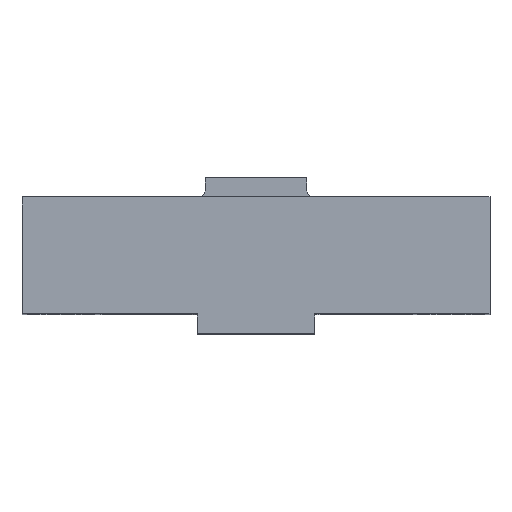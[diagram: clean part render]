
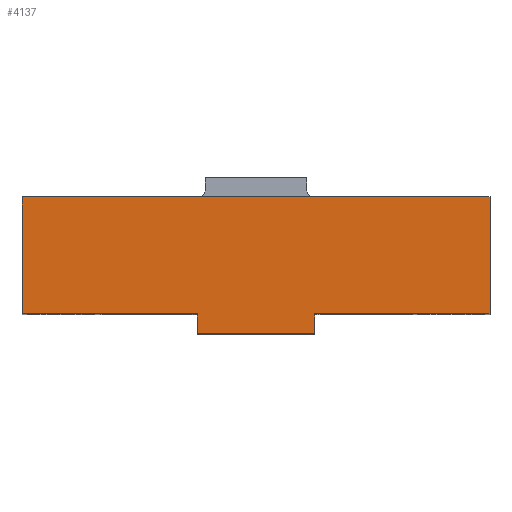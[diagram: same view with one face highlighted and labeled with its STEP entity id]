
A CAD part, top view. The second image highlights one B-rep face of the part: STEP entity #4137.
In plain terms, the highlighted planar face has unit normal (0, 0, 1).
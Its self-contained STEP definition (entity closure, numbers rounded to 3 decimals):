
#280 = EDGE_CURVE ( 'NONE', #5399, #5565, #1528, .T. ) ;
#336 = EDGE_CURVE ( 'NONE', #6138, #12784, #5630, .T. ) ;
#498 = VECTOR ( 'NONE', #17462, 1000. ) ;
#856 = DIRECTION ( 'NONE',  ( -1., 0., 0. ) ) ;
#1346 = EDGE_CURVE ( 'NONE', #6138, #5399, #14221, .T. ) ;
#1494 = VECTOR ( 'NONE', #13456, 1000. ) ;
#1528 = LINE ( 'NONE', #13547, #1494 ) ;
#1749 = EDGE_CURVE ( 'NONE', #12784, #17389, #6436, .T. ) ;
#1762 = VECTOR ( 'NONE', #16788, 1000. ) ;
#1931 = CARTESIAN_POINT ( 'NONE',  ( -60., 30., 60. ) ) ;
#1987 = CARTESIAN_POINT ( 'NONE',  ( -60., 0., 60. ) ) ;
#3165 = CARTESIAN_POINT ( 'NONE',  ( -15., -5., 60. ) ) ;
#3328 = LINE ( 'NONE', #17030, #16815 ) ;
#3751 = CARTESIAN_POINT ( 'NONE',  ( -60., 0., 60. ) ) ;
#4121 = CARTESIAN_POINT ( 'NONE',  ( -60., 30., 60. ) ) ;
#4137 = ADVANCED_FACE ( 'NONE', ( #14313 ), #7630, .F. ) ;
#4152 = DIRECTION ( 'NONE',  ( 1., 0., 0. ) ) ;
#4208 = CARTESIAN_POINT ( 'NONE',  ( -60., 0., 60. ) ) ;
#4409 = CARTESIAN_POINT ( 'NONE',  ( -60., 30., 60. ) ) ;
#4584 = CARTESIAN_POINT ( 'NONE',  ( 15., -5., 60. ) ) ;
#4618 = AXIS2_PLACEMENT_3D ( 'NONE', #13148, #7715, #856 ) ;
#4751 = LINE ( 'NONE', #3165, #12936 ) ;
#5399 = VERTEX_POINT ( 'NONE', #13724 ) ;
#5439 = EDGE_LOOP ( 'NONE', ( #8111, #17652, #7462, #13109, #10787, #8835, #7620, #5533 ) ) ;
#5533 = ORIENTED_EDGE ( 'NONE', *, *, #336, .T. ) ;
#5565 = VERTEX_POINT ( 'NONE', #15931 ) ;
#5630 = LINE ( 'NONE', #4121, #15844 ) ;
#6138 = VERTEX_POINT ( 'NONE', #4409 ) ;
#6276 = CARTESIAN_POINT ( 'NONE',  ( 15., 0., 60. ) ) ;
#6436 = LINE ( 'NONE', #3751, #498 ) ;
#7089 = VERTEX_POINT ( 'NONE', #16498 ) ;
#7421 = DIRECTION ( 'NONE',  ( 1., 0., 0. ) ) ;
#7462 = ORIENTED_EDGE ( 'NONE', *, *, #13050, .F. ) ;
#7498 = DIRECTION ( 'NONE',  ( 0., 1., 0. ) ) ;
#7620 = ORIENTED_EDGE ( 'NONE', *, *, #1346, .F. ) ;
#7630 = PLANE ( 'NONE',  #4618 ) ;
#7715 = DIRECTION ( 'NONE',  ( 0., 0., -1. ) ) ;
#8111 = ORIENTED_EDGE ( 'NONE', *, *, #1749, .T. ) ;
#8406 = VECTOR ( 'NONE', #4152, 1000. ) ;
#8835 = ORIENTED_EDGE ( 'NONE', *, *, #280, .F. ) ;
#8901 = EDGE_CURVE ( 'NONE', #13448, #17389, #3328, .T. ) ;
#9677 = CARTESIAN_POINT ( 'NONE',  ( -15., 0., 60. ) ) ;
#10232 = LINE ( 'NONE', #4584, #1762 ) ;
#10787 = ORIENTED_EDGE ( 'NONE', *, *, #14717, .T. ) ;
#11344 = VECTOR ( 'NONE', #7421, 1000. ) ;
#12784 = VERTEX_POINT ( 'NONE', #4208 ) ;
#12936 = VECTOR ( 'NONE', #15613, 1000. ) ;
#13023 = EDGE_CURVE ( 'NONE', #7089, #13659, #10232, .T. ) ;
#13050 = EDGE_CURVE ( 'NONE', #7089, #13448, #4751, .T. ) ;
#13109 = ORIENTED_EDGE ( 'NONE', *, *, #13023, .T. ) ;
#13148 = CARTESIAN_POINT ( 'NONE',  ( -60., 30., 60. ) ) ;
#13448 = VERTEX_POINT ( 'NONE', #17048 ) ;
#13456 = DIRECTION ( 'NONE',  ( 0., -1., 0. ) ) ;
#13547 = CARTESIAN_POINT ( 'NONE',  ( 60., 30., 60. ) ) ;
#13659 = VERTEX_POINT ( 'NONE', #6276 ) ;
#13724 = CARTESIAN_POINT ( 'NONE',  ( 60., 30., 60. ) ) ;
#14221 = LINE ( 'NONE', #1931, #8406 ) ;
#14278 = LINE ( 'NONE', #1987, #11344 ) ;
#14313 = FACE_OUTER_BOUND ( 'NONE', #5439, .T. ) ;
#14717 = EDGE_CURVE ( 'NONE', #13659, #5565, #14278, .T. ) ;
#14889 = DIRECTION ( 'NONE',  ( 0., -1., 0. ) ) ;
#15613 = DIRECTION ( 'NONE',  ( -1., 0., 0. ) ) ;
#15844 = VECTOR ( 'NONE', #14889, 1000. ) ;
#15931 = CARTESIAN_POINT ( 'NONE',  ( 60., 0., 60. ) ) ;
#16498 = CARTESIAN_POINT ( 'NONE',  ( 15., -5., 60. ) ) ;
#16788 = DIRECTION ( 'NONE',  ( 0., 1., 0. ) ) ;
#16815 = VECTOR ( 'NONE', #7498, 1000. ) ;
#17030 = CARTESIAN_POINT ( 'NONE',  ( -15., -5., 60. ) ) ;
#17048 = CARTESIAN_POINT ( 'NONE',  ( -15., -5., 60. ) ) ;
#17389 = VERTEX_POINT ( 'NONE', #9677 ) ;
#17462 = DIRECTION ( 'NONE',  ( 1., 0., 0. ) ) ;
#17652 = ORIENTED_EDGE ( 'NONE', *, *, #8901, .F. ) ;
